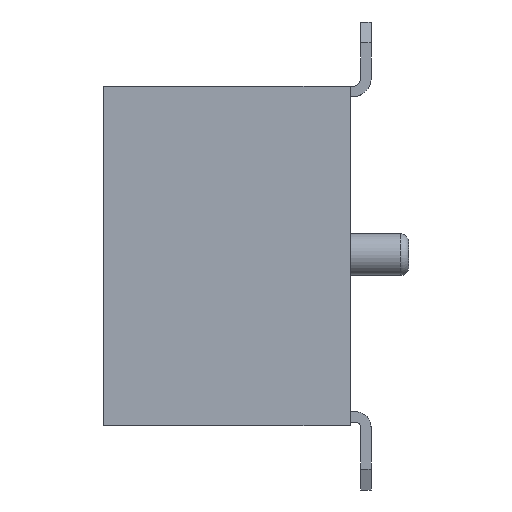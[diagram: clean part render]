
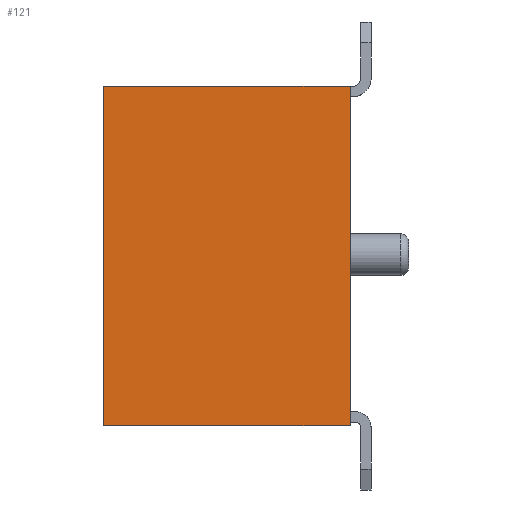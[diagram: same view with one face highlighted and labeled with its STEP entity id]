
A CAD part, left-side view. The second image highlights one B-rep face of the part: STEP entity #121.
In plain terms, the highlighted planar face has unit normal (-1, 0, 0).
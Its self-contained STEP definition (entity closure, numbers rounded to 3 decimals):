
#35=CARTESIAN_POINT('',(25.4,5.9,0.));
#36=VERTEX_POINT('',#35);
#59=CARTESIAN_POINT('',(25.4,5.9,-8.1));
#60=VERTEX_POINT('',#59);
#70=CARTESIAN_POINT('',(25.4,5.9,0.));
#71=CARTESIAN_POINT('',(25.4,5.9,-1.62));
#72=CARTESIAN_POINT('',(25.4,5.9,-3.24));
#73=CARTESIAN_POINT('',(25.4,5.9,-4.86));
#74=CARTESIAN_POINT('',(25.4,5.9,-6.48));
#75=CARTESIAN_POINT('',(25.4,5.9,-8.1));
#76=B_SPLINE_CURVE_WITH_KNOTS('',5,(#70,#71,#72,#73,#74,#75),.UNSPECIFIED.,.F.,.U.,(6,6),(0.,8.1),.UNSPECIFIED.);
#77=EDGE_CURVE('',#36,#60,#76,.T.);
#82=CARTESIAN_POINT('',(25.4,2.95,-4.05));
#83=DIRECTION('',(0.,0.,1.));
#84=DIRECTION('',(-1.,0.,0.));
#85=AXIS2_PLACEMENT_3D('',#82,#84,#83);
#86=PLANE('',#85);
#87=ORIENTED_EDGE('',*,*,#77,.T.);
#88=CARTESIAN_POINT('',(25.4,0.,-8.1));
#89=VERTEX_POINT('',#88);
#90=CARTESIAN_POINT('',(25.4,5.9,-8.1));
#91=CARTESIAN_POINT('',(25.4,4.72,-8.1));
#92=CARTESIAN_POINT('',(25.4,3.54,-8.1));
#93=CARTESIAN_POINT('',(25.4,2.36,-8.1));
#94=CARTESIAN_POINT('',(25.4,1.18,-8.1));
#95=CARTESIAN_POINT('',(25.4,0.,-8.1));
#96=B_SPLINE_CURVE_WITH_KNOTS('',5,(#90,#91,#92,#93,#94,#95),.UNSPECIFIED.,.F.,.U.,(6,6),(0.,5.9),.UNSPECIFIED.);
#97=EDGE_CURVE('',#60,#89,#96,.T.);
#98=ORIENTED_EDGE('',*,*,#97,.T.);
#99=CARTESIAN_POINT('',(25.4,0.,0.));
#100=VERTEX_POINT('',#99);
#101=CARTESIAN_POINT('',(25.4,0.,0.));
#102=CARTESIAN_POINT('',(25.4,0.,-1.62));
#103=CARTESIAN_POINT('',(25.4,0.,-3.24));
#104=CARTESIAN_POINT('',(25.4,0.,-4.86));
#105=CARTESIAN_POINT('',(25.4,0.,-6.48));
#106=CARTESIAN_POINT('',(25.4,0.,-8.1));
#107=B_SPLINE_CURVE_WITH_KNOTS('',5,(#101,#102,#103,#104,#105,#106),.UNSPECIFIED.,.F.,.U.,(6,6),(0.,8.1),.UNSPECIFIED.);
#108=EDGE_CURVE('',#100,#89,#107,.T.);
#109=ORIENTED_EDGE('',*,*,#108,.F.);
#110=CARTESIAN_POINT('',(25.4,5.9,0.));
#111=CARTESIAN_POINT('',(25.4,4.72,0.));
#112=CARTESIAN_POINT('',(25.4,3.54,0.));
#113=CARTESIAN_POINT('',(25.4,2.36,0.));
#114=CARTESIAN_POINT('',(25.4,1.18,0.));
#115=CARTESIAN_POINT('',(25.4,0.,0.));
#116=B_SPLINE_CURVE_WITH_KNOTS('',5,(#110,#111,#112,#113,#114,#115),.UNSPECIFIED.,.F.,.U.,(6,6),(0.,5.9),.UNSPECIFIED.);
#117=EDGE_CURVE('',#36,#100,#116,.T.);
#118=ORIENTED_EDGE('',*,*,#117,.F.);
#119=EDGE_LOOP('',(#87,#98,#109,#118));
#120=FACE_OUTER_BOUND('',#119,.T.);
#121=ADVANCED_FACE('',(#120),#86,.T.);
